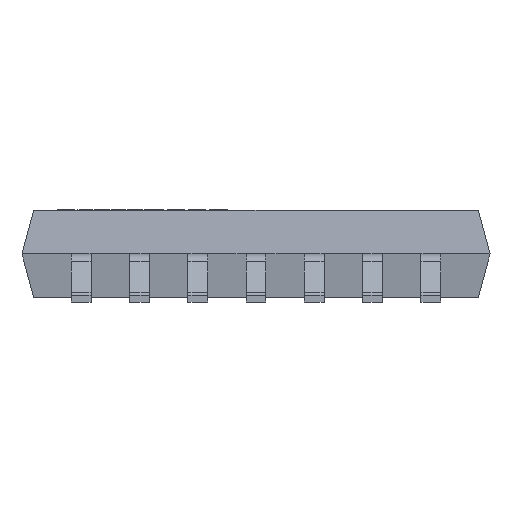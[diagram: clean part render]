
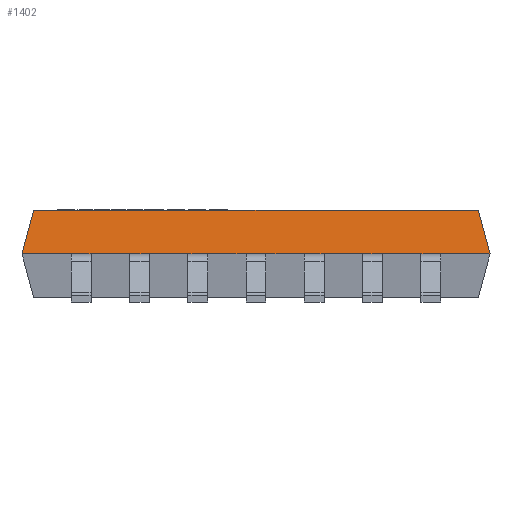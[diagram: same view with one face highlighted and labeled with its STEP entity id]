
A CAD part, left-side view. The second image highlights one B-rep face of the part: STEP entity #1402.
In plain terms, the highlighted free-form (B-spline) face has degree [1, 1] with [2, 2] control points.
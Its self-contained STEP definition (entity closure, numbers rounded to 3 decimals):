
#24 = VERTEX_POINT('',#25);
#25 = CARTESIAN_POINT('',(-2.518,-4.845,2.));
#31 = EDGE_CURVE('',#24,#32,#34,.T.);
#32 = VERTEX_POINT('',#33);
#33 = CARTESIAN_POINT('',(-2.518,4.845,2.));
#34 = LINE('',#35,#36);
#35 = CARTESIAN_POINT('',(-2.518,-4.845,2.));
#36 = VECTOR('',#37,1.);
#37 = DIRECTION('',(0.,1.,0.));
#1243 = EDGE_CURVE('',#24,#1244,#1246,.T.);
#1244 = VERTEX_POINT('',#1245);
#1245 = CARTESIAN_POINT('',(-2.65,-5.1,1.05));
#1246 = B_SPLINE_CURVE_WITH_KNOTS('',1,(#1247,#1248),.UNSPECIFIED.,.F.,
  .F.,(2,2),(0.,1.),.PIECEWISE_BEZIER_KNOTS.);
#1247 = CARTESIAN_POINT('',(-2.518,-4.845,2.));
#1248 = CARTESIAN_POINT('',(-2.65,-5.1,1.05));
#1402 = ADVANCED_FACE('',(#1403),#1532,.T.);
#1403 = FACE_BOUND('',#1404,.T.);
#1404 = EDGE_LOOP('',(#1405,#1406,#1413,#1421,#1429,#1437,#1445,#1453,
    #1461,#1469,#1477,#1485,#1493,#1501,#1509,#1517,#1525,#1531));
#1405 = ORIENTED_EDGE('',*,*,#31,.T.);
#1406 = ORIENTED_EDGE('',*,*,#1407,.T.);
#1407 = EDGE_CURVE('',#32,#1408,#1410,.T.);
#1408 = VERTEX_POINT('',#1409);
#1409 = CARTESIAN_POINT('',(-2.65,5.1,1.05));
#1410 = B_SPLINE_CURVE_WITH_KNOTS('',1,(#1411,#1412),.UNSPECIFIED.,.F.,
  .F.,(2,2),(0.,1.),.PIECEWISE_BEZIER_KNOTS.);
#1411 = CARTESIAN_POINT('',(-2.518,4.845,2.));
#1412 = CARTESIAN_POINT('',(-2.65,5.1,1.05));
#1413 = ORIENTED_EDGE('',*,*,#1414,.F.);
#1414 = EDGE_CURVE('',#1415,#1408,#1417,.T.);
#1415 = VERTEX_POINT('',#1416);
#1416 = CARTESIAN_POINT('',(-2.65,4.025,1.05));
#1417 = LINE('',#1418,#1419);
#1418 = CARTESIAN_POINT('',(-2.65,-5.1,1.05));
#1419 = VECTOR('',#1420,1.);
#1420 = DIRECTION('',(0.,1.,0.));
#1421 = ORIENTED_EDGE('',*,*,#1422,.F.);
#1422 = EDGE_CURVE('',#1423,#1415,#1425,.T.);
#1423 = VERTEX_POINT('',#1424);
#1424 = CARTESIAN_POINT('',(-2.65,3.595,1.05));
#1425 = LINE('',#1426,#1427);
#1426 = CARTESIAN_POINT('',(-2.65,-5.1,1.05));
#1427 = VECTOR('',#1428,1.);
#1428 = DIRECTION('',(0.,1.,0.));
#1429 = ORIENTED_EDGE('',*,*,#1430,.F.);
#1430 = EDGE_CURVE('',#1431,#1423,#1433,.T.);
#1431 = VERTEX_POINT('',#1432);
#1432 = CARTESIAN_POINT('',(-2.65,2.755,1.05));
#1433 = LINE('',#1434,#1435);
#1434 = CARTESIAN_POINT('',(-2.65,-5.1,1.05));
#1435 = VECTOR('',#1436,1.);
#1436 = DIRECTION('',(0.,1.,0.));
#1437 = ORIENTED_EDGE('',*,*,#1438,.F.);
#1438 = EDGE_CURVE('',#1439,#1431,#1441,.T.);
#1439 = VERTEX_POINT('',#1440);
#1440 = CARTESIAN_POINT('',(-2.65,2.325,1.05));
#1441 = LINE('',#1442,#1443);
#1442 = CARTESIAN_POINT('',(-2.65,-5.1,1.05));
#1443 = VECTOR('',#1444,1.);
#1444 = DIRECTION('',(0.,1.,0.));
#1445 = ORIENTED_EDGE('',*,*,#1446,.F.);
#1446 = EDGE_CURVE('',#1447,#1439,#1449,.T.);
#1447 = VERTEX_POINT('',#1448);
#1448 = CARTESIAN_POINT('',(-2.65,1.485,1.05));
#1449 = LINE('',#1450,#1451);
#1450 = CARTESIAN_POINT('',(-2.65,-5.1,1.05));
#1451 = VECTOR('',#1452,1.);
#1452 = DIRECTION('',(0.,1.,0.));
#1453 = ORIENTED_EDGE('',*,*,#1454,.F.);
#1454 = EDGE_CURVE('',#1455,#1447,#1457,.T.);
#1455 = VERTEX_POINT('',#1456);
#1456 = CARTESIAN_POINT('',(-2.65,1.055,1.05));
#1457 = LINE('',#1458,#1459);
#1458 = CARTESIAN_POINT('',(-2.65,-5.1,1.05));
#1459 = VECTOR('',#1460,1.);
#1460 = DIRECTION('',(0.,1.,0.));
#1461 = ORIENTED_EDGE('',*,*,#1462,.F.);
#1462 = EDGE_CURVE('',#1463,#1455,#1465,.T.);
#1463 = VERTEX_POINT('',#1464);
#1464 = CARTESIAN_POINT('',(-2.65,0.215,1.05));
#1465 = LINE('',#1466,#1467);
#1466 = CARTESIAN_POINT('',(-2.65,-5.1,1.05));
#1467 = VECTOR('',#1468,1.);
#1468 = DIRECTION('',(0.,1.,0.));
#1469 = ORIENTED_EDGE('',*,*,#1470,.F.);
#1470 = EDGE_CURVE('',#1471,#1463,#1473,.T.);
#1471 = VERTEX_POINT('',#1472);
#1472 = CARTESIAN_POINT('',(-2.65,-0.215,1.05));
#1473 = LINE('',#1474,#1475);
#1474 = CARTESIAN_POINT('',(-2.65,-5.1,1.05));
#1475 = VECTOR('',#1476,1.);
#1476 = DIRECTION('',(0.,1.,0.));
#1477 = ORIENTED_EDGE('',*,*,#1478,.F.);
#1478 = EDGE_CURVE('',#1479,#1471,#1481,.T.);
#1479 = VERTEX_POINT('',#1480);
#1480 = CARTESIAN_POINT('',(-2.65,-1.055,1.05));
#1481 = LINE('',#1482,#1483);
#1482 = CARTESIAN_POINT('',(-2.65,-5.1,1.05));
#1483 = VECTOR('',#1484,1.);
#1484 = DIRECTION('',(0.,1.,0.));
#1485 = ORIENTED_EDGE('',*,*,#1486,.F.);
#1486 = EDGE_CURVE('',#1487,#1479,#1489,.T.);
#1487 = VERTEX_POINT('',#1488);
#1488 = CARTESIAN_POINT('',(-2.65,-1.485,1.05));
#1489 = LINE('',#1490,#1491);
#1490 = CARTESIAN_POINT('',(-2.65,-5.1,1.05));
#1491 = VECTOR('',#1492,1.);
#1492 = DIRECTION('',(0.,1.,0.));
#1493 = ORIENTED_EDGE('',*,*,#1494,.F.);
#1494 = EDGE_CURVE('',#1495,#1487,#1497,.T.);
#1495 = VERTEX_POINT('',#1496);
#1496 = CARTESIAN_POINT('',(-2.65,-2.325,1.05));
#1497 = LINE('',#1498,#1499);
#1498 = CARTESIAN_POINT('',(-2.65,-5.1,1.05));
#1499 = VECTOR('',#1500,1.);
#1500 = DIRECTION('',(0.,1.,0.));
#1501 = ORIENTED_EDGE('',*,*,#1502,.F.);
#1502 = EDGE_CURVE('',#1503,#1495,#1505,.T.);
#1503 = VERTEX_POINT('',#1504);
#1504 = CARTESIAN_POINT('',(-2.65,-2.755,1.05));
#1505 = LINE('',#1506,#1507);
#1506 = CARTESIAN_POINT('',(-2.65,-5.1,1.05));
#1507 = VECTOR('',#1508,1.);
#1508 = DIRECTION('',(0.,1.,0.));
#1509 = ORIENTED_EDGE('',*,*,#1510,.F.);
#1510 = EDGE_CURVE('',#1511,#1503,#1513,.T.);
#1511 = VERTEX_POINT('',#1512);
#1512 = CARTESIAN_POINT('',(-2.65,-3.595,1.05));
#1513 = LINE('',#1514,#1515);
#1514 = CARTESIAN_POINT('',(-2.65,-5.1,1.05));
#1515 = VECTOR('',#1516,1.);
#1516 = DIRECTION('',(0.,1.,0.));
#1517 = ORIENTED_EDGE('',*,*,#1518,.F.);
#1518 = EDGE_CURVE('',#1519,#1511,#1521,.T.);
#1519 = VERTEX_POINT('',#1520);
#1520 = CARTESIAN_POINT('',(-2.65,-4.025,1.05));
#1521 = LINE('',#1522,#1523);
#1522 = CARTESIAN_POINT('',(-2.65,-5.1,1.05));
#1523 = VECTOR('',#1524,1.);
#1524 = DIRECTION('',(0.,1.,0.));
#1525 = ORIENTED_EDGE('',*,*,#1526,.F.);
#1526 = EDGE_CURVE('',#1244,#1519,#1527,.T.);
#1527 = LINE('',#1528,#1529);
#1528 = CARTESIAN_POINT('',(-2.65,-5.1,1.05));
#1529 = VECTOR('',#1530,1.);
#1530 = DIRECTION('',(0.,1.,0.));
#1531 = ORIENTED_EDGE('',*,*,#1243,.F.);
#1532 = B_SPLINE_SURFACE_WITH_KNOTS('',1,1,(
    (#1533,#1534)
    ,(#1535,#1536
    )),.UNSPECIFIED.,.F.,.F.,.F.,(2,2),(2,2),(0.,10.2),(0.,1.),
  .PIECEWISE_BEZIER_KNOTS.);
#1533 = CARTESIAN_POINT('',(-2.518,-4.845,2.));
#1534 = CARTESIAN_POINT('',(-2.65,-5.1,1.05));
#1535 = CARTESIAN_POINT('',(-2.518,4.845,2.));
#1536 = CARTESIAN_POINT('',(-2.65,5.1,1.05));
